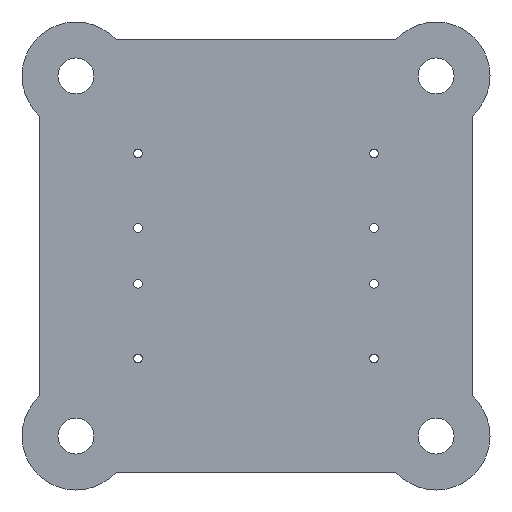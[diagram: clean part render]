
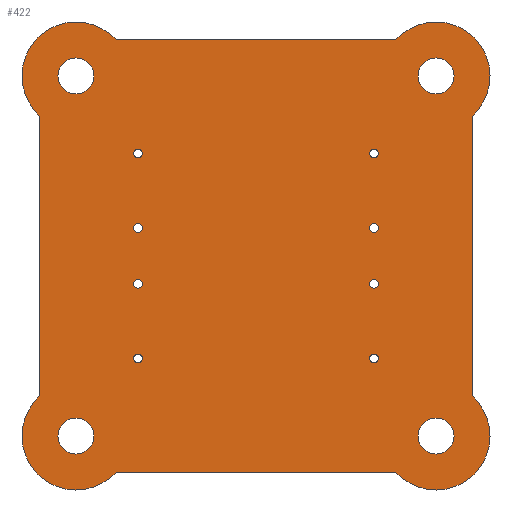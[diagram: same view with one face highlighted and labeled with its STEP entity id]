
A CAD part, front view. The second image highlights one B-rep face of the part: STEP entity #422.
In plain terms, the highlighted planar face has unit normal (0, -1, 0).
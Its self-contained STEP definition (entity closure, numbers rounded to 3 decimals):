
#20=PLANE('',#478);
#23=LINE('',#677,#39);
#27=LINE('',#689,#43);
#31=LINE('',#701,#47);
#35=LINE('',#712,#51);
#39=VECTOR('',#563,38.82);
#43=VECTOR('',#575,38.82);
#47=VECTOR('',#587,38.82);
#51=VECTOR('',#599,38.82);
#77=FACE_BOUND('',#157,.T.);
#78=FACE_BOUND('',#158,.T.);
#79=FACE_BOUND('',#159,.T.);
#80=FACE_BOUND('',#160,.T.);
#81=FACE_BOUND('',#161,.T.);
#82=FACE_BOUND('',#162,.T.);
#83=FACE_BOUND('',#163,.T.);
#84=FACE_BOUND('',#164,.T.);
#85=FACE_BOUND('',#165,.T.);
#86=FACE_BOUND('',#166,.T.);
#87=FACE_BOUND('',#167,.T.);
#88=FACE_BOUND('',#168,.T.);
#110=FACE_OUTER_BOUND('',#156,.T.);
#156=EDGE_LOOP('',(#365,#366,#367,#368,#369,#370,#371,#372));
#157=EDGE_LOOP('',(#373));
#158=EDGE_LOOP('',(#374));
#159=EDGE_LOOP('',(#375));
#160=EDGE_LOOP('',(#376));
#161=EDGE_LOOP('',(#377));
#162=EDGE_LOOP('',(#378));
#163=EDGE_LOOP('',(#379));
#164=EDGE_LOOP('',(#380));
#165=EDGE_LOOP('',(#381));
#166=EDGE_LOOP('',(#382));
#167=EDGE_LOOP('',(#383));
#168=EDGE_LOOP('',(#384));
#170=CIRCLE('',#427,0.6);
#172=CIRCLE('',#430,0.6);
#174=CIRCLE('',#433,0.6);
#176=CIRCLE('',#436,0.6);
#178=CIRCLE('',#439,0.6);
#180=CIRCLE('',#442,0.6);
#182=CIRCLE('',#445,0.6);
#184=CIRCLE('',#448,0.6);
#186=CIRCLE('',#451,2.5);
#188=CIRCLE('',#454,2.5);
#190=CIRCLE('',#457,2.5);
#192=CIRCLE('',#460,2.5);
#193=CIRCLE('',#462,7.5);
#195=CIRCLE('',#466,7.5);
#197=CIRCLE('',#470,7.5);
#199=CIRCLE('',#474,7.5);
#202=VERTEX_POINT('',#609);
#204=VERTEX_POINT('',#614);
#206=VERTEX_POINT('',#619);
#208=VERTEX_POINT('',#624);
#210=VERTEX_POINT('',#629);
#212=VERTEX_POINT('',#634);
#214=VERTEX_POINT('',#639);
#216=VERTEX_POINT('',#644);
#218=VERTEX_POINT('',#649);
#220=VERTEX_POINT('',#654);
#222=VERTEX_POINT('',#659);
#224=VERTEX_POINT('',#664);
#225=VERTEX_POINT('',#667);
#226=VERTEX_POINT('',#668);
#229=VERTEX_POINT('',#676);
#231=VERTEX_POINT('',#682);
#233=VERTEX_POINT('',#688);
#235=VERTEX_POINT('',#694);
#237=VERTEX_POINT('',#700);
#239=VERTEX_POINT('',#706);
#242=EDGE_CURVE('',#202,#202,#170,.T.);
#244=EDGE_CURVE('',#204,#204,#172,.T.);
#246=EDGE_CURVE('',#206,#206,#174,.T.);
#248=EDGE_CURVE('',#208,#208,#176,.T.);
#250=EDGE_CURVE('',#210,#210,#178,.T.);
#252=EDGE_CURVE('',#212,#212,#180,.T.);
#254=EDGE_CURVE('',#214,#214,#182,.T.);
#256=EDGE_CURVE('',#216,#216,#184,.T.);
#258=EDGE_CURVE('',#218,#218,#186,.T.);
#260=EDGE_CURVE('',#220,#220,#188,.T.);
#262=EDGE_CURVE('',#222,#222,#190,.T.);
#264=EDGE_CURVE('',#224,#224,#192,.T.);
#265=EDGE_CURVE('',#225,#226,#193,.T.);
#269=EDGE_CURVE('',#229,#225,#23,.T.);
#272=EDGE_CURVE('',#231,#229,#195,.T.);
#275=EDGE_CURVE('',#233,#231,#27,.T.);
#278=EDGE_CURVE('',#235,#233,#197,.T.);
#281=EDGE_CURVE('',#237,#235,#31,.T.);
#284=EDGE_CURVE('',#239,#237,#199,.T.);
#287=EDGE_CURVE('',#226,#239,#35,.T.);
#365=ORIENTED_EDGE('',*,*,#287,.F.);
#366=ORIENTED_EDGE('',*,*,#265,.F.);
#367=ORIENTED_EDGE('',*,*,#269,.F.);
#368=ORIENTED_EDGE('',*,*,#272,.F.);
#369=ORIENTED_EDGE('',*,*,#275,.F.);
#370=ORIENTED_EDGE('',*,*,#278,.F.);
#371=ORIENTED_EDGE('',*,*,#281,.F.);
#372=ORIENTED_EDGE('',*,*,#284,.F.);
#373=ORIENTED_EDGE('',*,*,#242,.T.);
#374=ORIENTED_EDGE('',*,*,#244,.T.);
#375=ORIENTED_EDGE('',*,*,#246,.T.);
#376=ORIENTED_EDGE('',*,*,#248,.T.);
#377=ORIENTED_EDGE('',*,*,#250,.T.);
#378=ORIENTED_EDGE('',*,*,#252,.T.);
#379=ORIENTED_EDGE('',*,*,#254,.T.);
#380=ORIENTED_EDGE('',*,*,#256,.T.);
#381=ORIENTED_EDGE('',*,*,#258,.T.);
#382=ORIENTED_EDGE('',*,*,#260,.T.);
#383=ORIENTED_EDGE('',*,*,#262,.T.);
#384=ORIENTED_EDGE('',*,*,#264,.T.);
#422=ADVANCED_FACE('',(#110,#77,#78,#79,#80,#81,#82,#83,#84,#85,#86,#87,
#88),#20,.T.);
#427=AXIS2_PLACEMENT_3D('',#610,#485,#486);
#430=AXIS2_PLACEMENT_3D('',#615,#491,#492);
#433=AXIS2_PLACEMENT_3D('',#620,#497,#498);
#436=AXIS2_PLACEMENT_3D('',#625,#503,#504);
#439=AXIS2_PLACEMENT_3D('',#630,#509,#510);
#442=AXIS2_PLACEMENT_3D('',#635,#515,#516);
#445=AXIS2_PLACEMENT_3D('',#640,#521,#522);
#448=AXIS2_PLACEMENT_3D('',#645,#527,#528);
#451=AXIS2_PLACEMENT_3D('',#650,#533,#534);
#454=AXIS2_PLACEMENT_3D('',#655,#539,#540);
#457=AXIS2_PLACEMENT_3D('',#660,#545,#546);
#460=AXIS2_PLACEMENT_3D('',#665,#551,#552);
#462=AXIS2_PLACEMENT_3D('',#669,#555,#556);
#466=AXIS2_PLACEMENT_3D('',#683,#568,#569);
#470=AXIS2_PLACEMENT_3D('',#695,#580,#581);
#474=AXIS2_PLACEMENT_3D('',#707,#592,#593);
#478=AXIS2_PLACEMENT_3D('',#715,#603,#604);
#485=DIRECTION('center_axis',(0.,1.,0.));
#486=DIRECTION('ref_axis',(-1.,0.,0.));
#491=DIRECTION('center_axis',(0.,1.,0.));
#492=DIRECTION('ref_axis',(-1.,0.,0.));
#497=DIRECTION('center_axis',(0.,1.,0.));
#498=DIRECTION('ref_axis',(-1.,0.,0.));
#503=DIRECTION('center_axis',(0.,1.,0.));
#504=DIRECTION('ref_axis',(-1.,0.,0.));
#509=DIRECTION('center_axis',(0.,1.,0.));
#510=DIRECTION('ref_axis',(-1.,0.,0.));
#515=DIRECTION('center_axis',(0.,1.,0.));
#516=DIRECTION('ref_axis',(-1.,0.,0.));
#521=DIRECTION('center_axis',(0.,1.,0.));
#522=DIRECTION('ref_axis',(-1.,0.,0.));
#527=DIRECTION('center_axis',(0.,1.,0.));
#528=DIRECTION('ref_axis',(-1.,0.,0.));
#533=DIRECTION('center_axis',(0.,1.,0.));
#534=DIRECTION('ref_axis',(1.,0.,0.));
#539=DIRECTION('center_axis',(0.,1.,0.));
#540=DIRECTION('ref_axis',(1.,0.,0.));
#545=DIRECTION('center_axis',(0.,1.,0.));
#546=DIRECTION('ref_axis',(1.,0.,0.));
#551=DIRECTION('center_axis',(0.,1.,0.));
#552=DIRECTION('ref_axis',(1.,0.,0.));
#555=DIRECTION('center_axis',(0.,1.,0.));
#556=DIRECTION('ref_axis',(-0.745,0.,0.667));
#563=DIRECTION('',(1.,0.,0.));
#568=DIRECTION('center_axis',(0.,1.,0.));
#569=DIRECTION('ref_axis',(-0.667,0.,-0.745));
#575=DIRECTION('',(0.,0.,1.));
#580=DIRECTION('center_axis',(0.,1.,0.));
#581=DIRECTION('ref_axis',(0.745,0.,-0.667));
#587=DIRECTION('',(-1.,0.,0.));
#592=DIRECTION('center_axis',(0.,1.,0.));
#593=DIRECTION('ref_axis',(0.667,0.,0.745));
#599=DIRECTION('',(0.,0.,-1.));
#603=DIRECTION('center_axis',(0.,-1.,0.));
#604=DIRECTION('ref_axis',(0.,0.,-1.));
#609=CARTESIAN_POINT('',(-35.792,0.,-23.88));
#610=CARTESIAN_POINT('Origin',(-36.392,0.,-23.88));
#614=CARTESIAN_POINT('',(-35.792,0.,-16.116));
#615=CARTESIAN_POINT('Origin',(-36.392,0.,-16.116));
#619=CARTESIAN_POINT('',(-3.009,0.,-23.88));
#620=CARTESIAN_POINT('Origin',(-3.609,0.,-23.88));
#624=CARTESIAN_POINT('',(-3.009,0.,-16.116));
#625=CARTESIAN_POINT('Origin',(-3.609,0.,-16.116));
#629=CARTESIAN_POINT('',(-3.009,0.,-34.232));
#630=CARTESIAN_POINT('Origin',(-3.609,0.,-34.232));
#634=CARTESIAN_POINT('',(-35.792,0.,-34.232));
#635=CARTESIAN_POINT('Origin',(-36.392,0.,-34.232));
#639=CARTESIAN_POINT('',(-35.792,0.,-5.764));
#640=CARTESIAN_POINT('Origin',(-36.392,0.,-5.764));
#644=CARTESIAN_POINT('',(-3.009,0.,-5.764));
#645=CARTESIAN_POINT('Origin',(-3.609,0.,-5.764));
#649=CARTESIAN_POINT('',(2.5,0.,-45.));
#650=CARTESIAN_POINT('Origin',(5.,0.,-45.));
#654=CARTESIAN_POINT('',(2.5,0.,5.));
#655=CARTESIAN_POINT('Origin',(5.,0.,5.));
#659=CARTESIAN_POINT('',(-47.5,0.,-45.));
#660=CARTESIAN_POINT('Origin',(-45.,0.,-45.));
#664=CARTESIAN_POINT('',(-47.5,0.,5.));
#665=CARTESIAN_POINT('Origin',(-45.,0.,5.));
#667=CARTESIAN_POINT('',(-0.59,0.,10.));
#668=CARTESIAN_POINT('',(10.,0.,-0.59));
#669=CARTESIAN_POINT('Origin',(5.,0.,5.));
#676=CARTESIAN_POINT('',(-39.41,0.,10.));
#677=CARTESIAN_POINT('',(-39.41,0.,10.));
#682=CARTESIAN_POINT('',(-50.,0.,-0.59));
#683=CARTESIAN_POINT('Origin',(-45.,0.,5.));
#688=CARTESIAN_POINT('',(-50.,0.,-39.41));
#689=CARTESIAN_POINT('',(-50.,0.,-39.41));
#694=CARTESIAN_POINT('',(-39.41,0.,-50.));
#695=CARTESIAN_POINT('Origin',(-45.,0.,-45.));
#700=CARTESIAN_POINT('',(-0.59,0.,-50.));
#701=CARTESIAN_POINT('',(-0.59,0.,-50.));
#706=CARTESIAN_POINT('',(10.,0.,-39.41));
#707=CARTESIAN_POINT('Origin',(5.,0.,-45.));
#712=CARTESIAN_POINT('',(10.,0.,-0.59));
#715=CARTESIAN_POINT('Origin',(-20.,0.,-20.));
